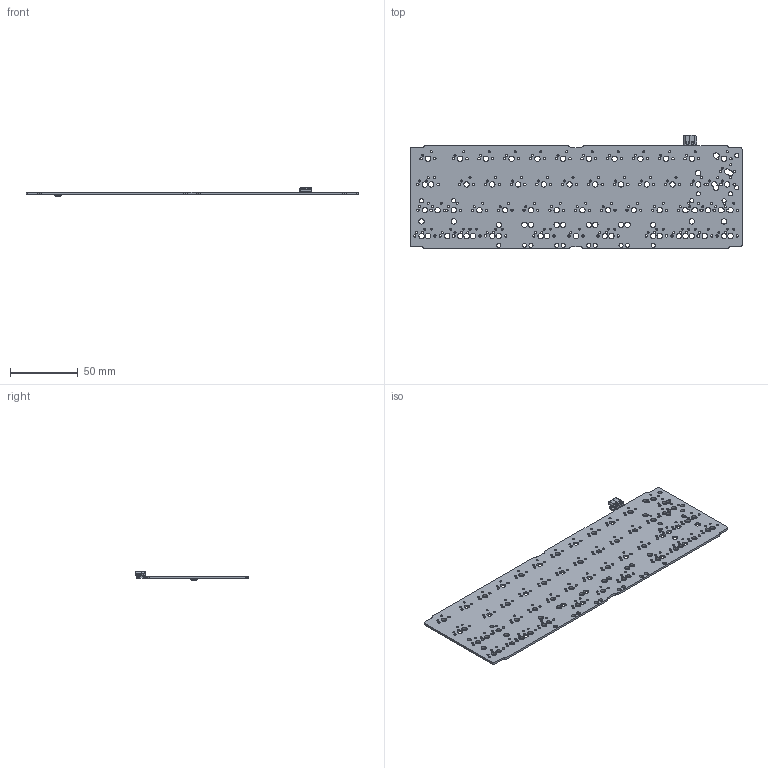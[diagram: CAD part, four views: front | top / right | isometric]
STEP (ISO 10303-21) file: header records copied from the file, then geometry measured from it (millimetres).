
FILE_DESCRIPTION(('KiCad electronic assembly'),'2;1');
FILE_NAME('forti rev 3.step','2025-02-23T19:06:15',('Pcbnew'),('Kicad'), 'Open CASCADE STEP processor 7.8','KiCad to STEP converter','Unknown' );
FILE_SCHEMA(('AUTOMOTIVE_DESIGN { 1 0 10303 214 1 1 1 1 }'));
Length unit declared in the file: millimetre
Products named in the file (6): forti rev 3 1; USB_C_Receptacle_GCT_USB4105-xx-A_16P_TopMnt_Horizontal; USB_C_Receptacle_16P_TopMnt_Horizontal_GCT_USB4105-xx-A; SW_SPST_TL3342; forti rev 3_PCB
Assembly tree (5 placements, depth 3):
  forti rev 3 1
    USB_C_Receptacle_GCT_USB4105-xx-A_16P_TopMnt_Horizontal
      USB_C_Receptacle_16P_TopMnt_Horizontal_GCT_USB4105-xx-A
    SW_SPST_TL3342
      SW_SPST_TL3342
    forti rev 3_PCB
Bounding box: 245.65 x 84.09 x 6.55 mm (x, y, z)
Volume: 27454.6 mm3; surface area: 39549 mm2
Topology: 38 solids, 39 shells, 1311 faces, 3527 edges, 2291 vertices
Faces by surface type: plane 687, cylinder 599, bspline 16, cone 8, torus 1
Full cylindrical faces by diameter (mm): 0.5 x2, 0.65 x2, 1.524 x115, 1.75 x85, 2 x1, 3.048 x17, 3.988 x62
Entity records: 49427 total; most frequent: CARTESIAN_POINT 8159, DIRECTION 7275, ORIENTED_EDGE 7054, EDGE_CURVE 3527, AXIS2_PLACEMENT_3D 2507, VERTEX_POINT 2291, LINE 2261, VECTOR 2261
